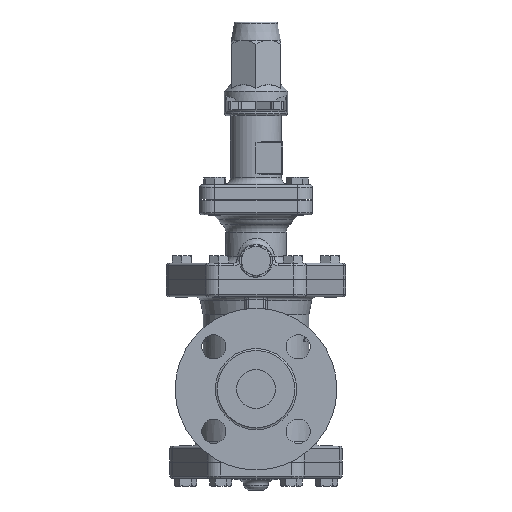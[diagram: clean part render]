
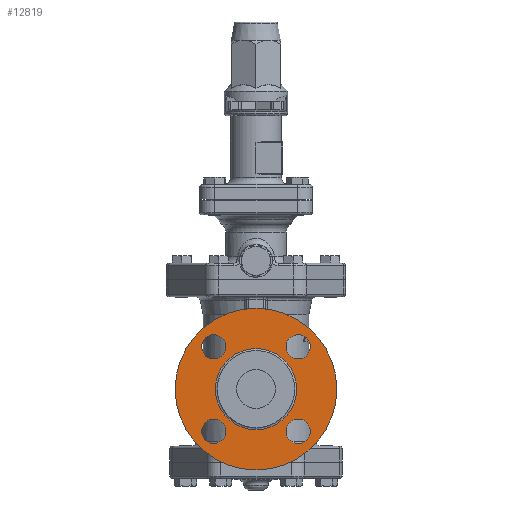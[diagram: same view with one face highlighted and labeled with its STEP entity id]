
A CAD part, left-side view. The second image highlights one B-rep face of the part: STEP entity #12819.
In plain terms, the highlighted planar face has unit normal (-1, 0, 0).
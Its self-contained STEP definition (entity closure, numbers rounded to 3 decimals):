
#2463=PLANE('',#14191);
#2654=FACE_BOUND('',#4457,.T.);
#2655=FACE_BOUND('',#4458,.T.);
#2656=FACE_BOUND('',#4459,.T.);
#2657=FACE_BOUND('',#4460,.T.);
#2658=FACE_BOUND('',#4461,.T.);
#3456=FACE_OUTER_BOUND('',#4456,.T.);
#4456=EDGE_LOOP('',(#11695));
#4457=EDGE_LOOP('',(#11696));
#4458=EDGE_LOOP('',(#11697));
#4459=EDGE_LOOP('',(#11698));
#4460=EDGE_LOOP('',(#11699));
#4461=EDGE_LOOP('',(#11700));
#5143=CIRCLE('',#14183,66.5);
#5147=CIRCLE('',#14190,33.35);
#5148=CIRCLE('',#14192,10.);
#5149=CIRCLE('',#14193,10.);
#5150=CIRCLE('',#14194,10.);
#5151=CIRCLE('',#14195,10.);
#6320=VERTEX_POINT('',#34760);
#6324=VERTEX_POINT('',#34771);
#6325=VERTEX_POINT('',#34774);
#6326=VERTEX_POINT('',#34776);
#6327=VERTEX_POINT('',#34778);
#6328=VERTEX_POINT('',#34780);
#8130=EDGE_CURVE('',#6320,#6320,#5143,.T.);
#8134=EDGE_CURVE('',#6324,#6324,#5147,.T.);
#8135=EDGE_CURVE('',#6325,#6325,#5148,.T.);
#8136=EDGE_CURVE('',#6326,#6326,#5149,.T.);
#8137=EDGE_CURVE('',#6327,#6327,#5150,.T.);
#8138=EDGE_CURVE('',#6328,#6328,#5151,.T.);
#11695=ORIENTED_EDGE('',*,*,#8130,.F.);
#11696=ORIENTED_EDGE('',*,*,#8135,.F.);
#11697=ORIENTED_EDGE('',*,*,#8136,.F.);
#11698=ORIENTED_EDGE('',*,*,#8137,.F.);
#11699=ORIENTED_EDGE('',*,*,#8138,.F.);
#11700=ORIENTED_EDGE('',*,*,#8134,.F.);
#12819=ADVANCED_FACE('',(#3456,#2654,#2655,#2656,#2657,#2658),#2463,.T.);
#14183=AXIS2_PLACEMENT_3D('',#34761,#17555,#17556);
#14190=AXIS2_PLACEMENT_3D('',#34772,#17569,#17570);
#14191=AXIS2_PLACEMENT_3D('',#34773,#17571,#17572);
#14192=AXIS2_PLACEMENT_3D('',#34775,#17573,#17574);
#14193=AXIS2_PLACEMENT_3D('',#34777,#17575,#17576);
#14194=AXIS2_PLACEMENT_3D('',#34779,#17577,#17578);
#14195=AXIS2_PLACEMENT_3D('',#34781,#17579,#17580);
#17555=DIRECTION('center_axis',(1.,0.,0.));
#17556=DIRECTION('ref_axis',(0.,0.,1.));
#17569=DIRECTION('center_axis',(-1.,0.,0.));
#17570=DIRECTION('ref_axis',(0.,0.,1.));
#17571=DIRECTION('center_axis',(-1.,0.,0.));
#17572=DIRECTION('ref_axis',(0.,0.,1.));
#17573=DIRECTION('center_axis',(-1.,0.,0.));
#17574=DIRECTION('ref_axis',(0.,1.,0.));
#17575=DIRECTION('center_axis',(-1.,0.,0.));
#17576=DIRECTION('ref_axis',(0.,0.,1.));
#17577=DIRECTION('center_axis',(-1.,0.,0.));
#17578=DIRECTION('ref_axis',(0.,-1.,0.));
#17579=DIRECTION('center_axis',(-1.,0.,0.));
#17580=DIRECTION('ref_axis',(0.,0.,-1.));
#34760=CARTESIAN_POINT('',(-108.4,0.,-6.5));
#34761=CARTESIAN_POINT('Origin',(-108.4,0.,60.));
#34771=CARTESIAN_POINT('',(-108.4,0.,26.65));
#34772=CARTESIAN_POINT('Origin',(-108.4,0.,60.));
#34773=CARTESIAN_POINT('Origin',(-108.4,0.,60.));
#34774=CARTESIAN_POINT('',(-108.4,-34.79,84.79));
#34775=CARTESIAN_POINT('Origin',(-108.4,-34.79,94.79));
#34776=CARTESIAN_POINT('',(-108.4,-34.79,15.21));
#34777=CARTESIAN_POINT('Origin',(-108.4,-34.79,25.21));
#34778=CARTESIAN_POINT('',(-108.4,34.79,15.21));
#34779=CARTESIAN_POINT('Origin',(-108.4,34.79,25.21));
#34780=CARTESIAN_POINT('',(-108.4,34.79,84.79));
#34781=CARTESIAN_POINT('Origin',(-108.4,34.79,94.79));
